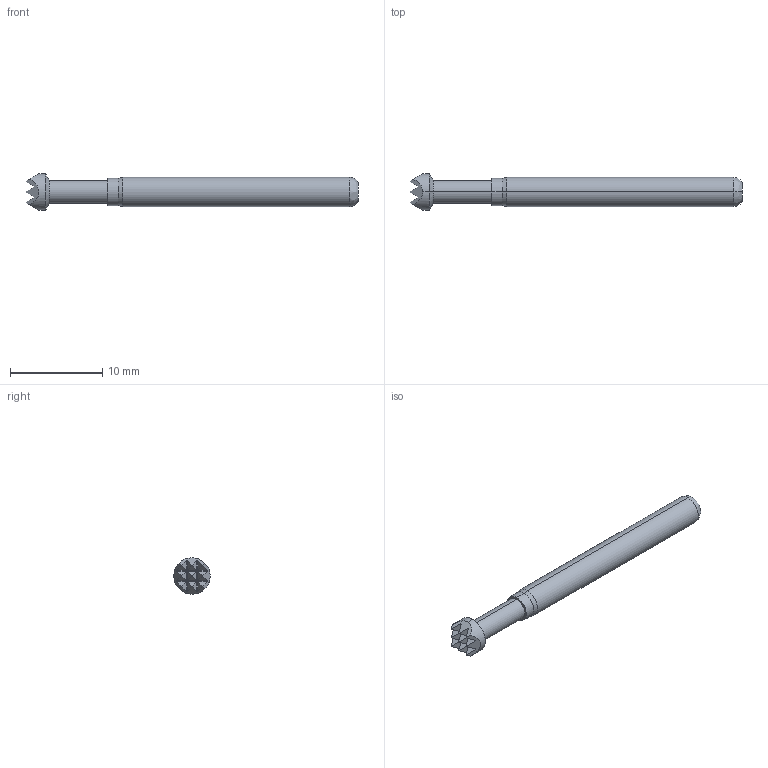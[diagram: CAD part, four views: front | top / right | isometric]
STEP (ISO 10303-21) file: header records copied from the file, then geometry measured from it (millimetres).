
FILE_DESCRIPTION (( 'STEP AP214' ), '1' );
FILE_NAME ('187-PR_2509_.STEP', '2014-07-14T12:17:36', ( 'spare' ), ( '' ), 'SwSTEP 2.0', 'SolidWorks 2014', '' );
FILE_SCHEMA (( 'AUTOMOTIVE_DESIGN' ));
Length unit declared in the file: inch
Products named in the file (1): 187-PR_2509_
Bounding box: 36.07 x 3.95 x 3.95 mm (x, y, z)
Volume: 261.7 mm3; surface area: 369.3 mm2
Topology: 1 solids, 1 shells, 54 faces, 140 edges, 90 vertices
Faces by surface type: plane 40, cylinder 8, cone 4, bspline 2
Entity records: 2386 total; most frequent: CARTESIAN_POINT 333, ORIENTED_EDGE 280, DIRECTION 258, EDGE_CURVE 140, VECTOR 116, LINE 116, VERTEX_POINT 90, AXIS2_PLACEMENT_3D 71
